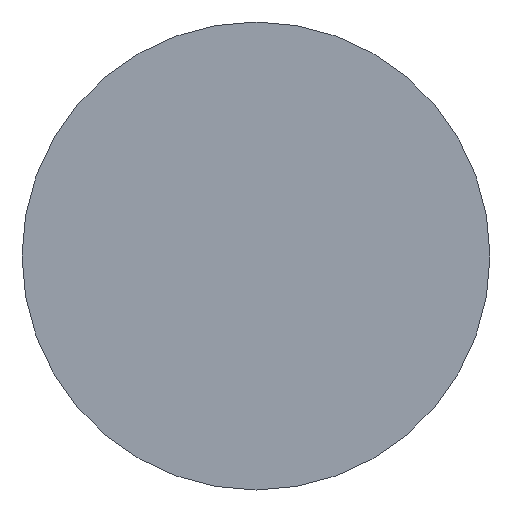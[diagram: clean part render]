
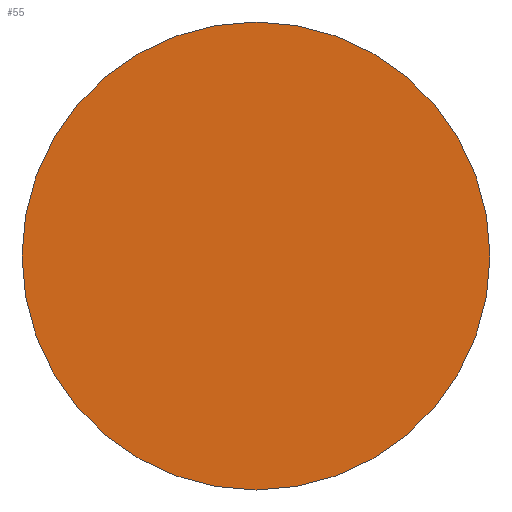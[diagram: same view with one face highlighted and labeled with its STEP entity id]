
A CAD part, front view. The second image highlights one B-rep face of the part: STEP entity #55.
In plain terms, the highlighted planar face has unit normal (0, -1, 0).
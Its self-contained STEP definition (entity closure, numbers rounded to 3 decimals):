
#55=ADVANCED_FACE('',(#72),#74,.F.);
#72=FACE_BOUND('',#73,.T.);
#73=EDGE_LOOP('',(#82));
#74=PLANE('',#75);
#75=AXIS2_PLACEMENT_3D('',#76,#77,#78);
#76=CARTESIAN_POINT('',(0.,0.,0.));
#77=DIRECTION('',(0.,1.,0.));
#78=DIRECTION('',(-1.,0.,0.));
#82=ORIENTED_EDGE('',*,*,#84,.F.);
#84=EDGE_CURVE('',#87,#87,#88,.T.);
#87=VERTEX_POINT('',#94);
#88=CIRCLE('',#95,3.95);
#94=CARTESIAN_POINT('',(-3.95,0.,0.));
#95=AXIS2_PLACEMENT_3D('',#96,#97,#98);
#96=CARTESIAN_POINT('',(0.,0.,0.));
#97=DIRECTION('',(0.,1.,0.));
#98=DIRECTION('',(-1.,0.,0.));
